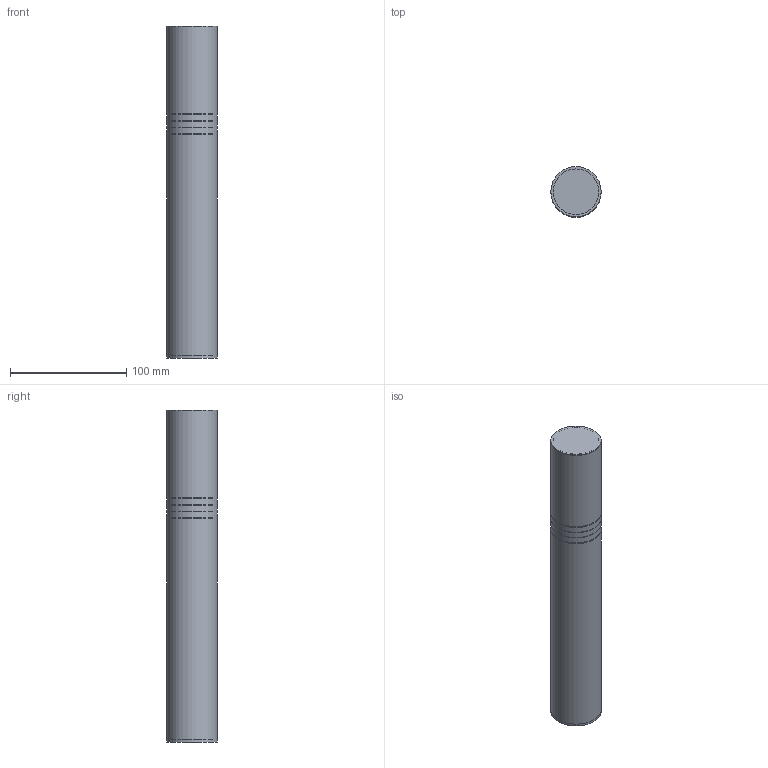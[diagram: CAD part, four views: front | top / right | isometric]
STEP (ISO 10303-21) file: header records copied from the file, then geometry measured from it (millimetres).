
FILE_DESCRIPTION(/* description */ (''),/* implementation_level */ '2;1');
FILE_NAME(/* name */ 'DURUSmainBodyStage.step',/* time_stamp */ '2026-01-03T13:47:04-05:00',/* author */ (''),/* organization */ (''),/* preprocessor_version */ 'ST-DEVELOPER v20.1',/* originating_system */ 'Autodesk Translation Framework v14.21.0.0',/* authorisation */ '');
FILE_SCHEMA (('AUTOMOTIVE_DESIGN { 1 0 10303 214 3 1 1 }'));
Length unit declared in the file: millimetre
Products named in the file (2): (Unsaved); Configuration 1 v6
Assembly tree (1 placements, depth 2):
  (Unsaved)
    Configuration 1 v6
Bounding box: 43.23 x 43.23 x 285.5 mm (x, y, z)
Volume: 130441.4 mm3; surface area: 97707.9 mm2
Topology: 11 solids, 11 shells, 37 faces, 42 edges, 28 vertices
Faces by surface type: plane 23, cylinder 14
Full cylindrical faces by diameter (mm): 37.229 x2, 39.229 x1, 43.229 x11
Entity records: 812 total; most frequent: DIRECTION 152, CARTESIAN_POINT 111, ORIENTED_EDGE 84, AXIS2_PLACEMENT_3D 69, EDGE_LOOP 42, EDGE_CURVE 42, FACE_OUTER_BOUND 37, ADVANCED_FACE 37
